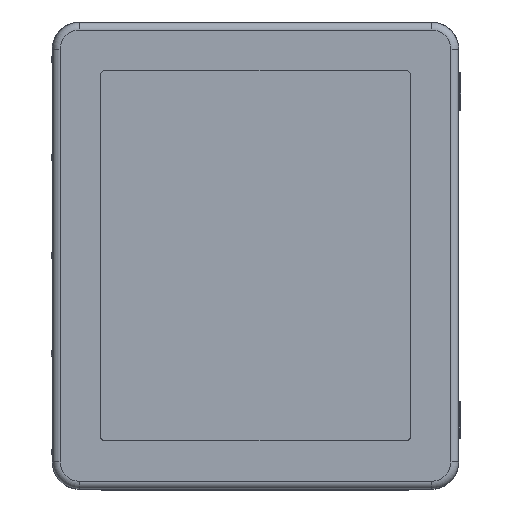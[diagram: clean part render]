
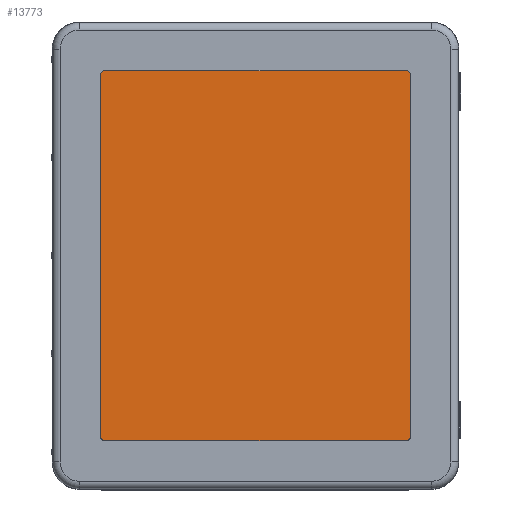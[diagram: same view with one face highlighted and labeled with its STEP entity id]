
A CAD part, top view. The second image highlights one B-rep face of the part: STEP entity #13773.
In plain terms, the highlighted planar face has unit normal (0, 0, 1).
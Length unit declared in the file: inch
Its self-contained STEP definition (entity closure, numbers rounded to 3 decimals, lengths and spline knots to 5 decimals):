
#603=LINE($,#23296,#1674);
#606=LINE($,#23304,#1677);
#609=LINE($,#23312,#1680);
#611=LINE($,#23318,#1682);
#1674=VECTOR($,#17571,12.);
#1677=VECTOR($,#17580,10.);
#1680=VECTOR($,#17589,12.);
#1682=VECTOR($,#17597,10.);
#2567=PLANE($,#14986);
#3936=FACE_OUTER_BOUND($,#4835,.T.);
#4835=EDGE_LOOP($,(#10928,#10929,#10930,#10931,#10932,#10933,#10934,#10935));
#5898=CIRCLE($,#14975,0.125);
#5899=CIRCLE($,#14978,0.125);
#5900=CIRCLE($,#14981,0.125);
#5901=CIRCLE($,#14984,0.125);
#6761=VERTEX_POINT($,#23288);
#6762=VERTEX_POINT($,#23290);
#6763=VERTEX_POINT($,#23294);
#6764=VERTEX_POINT($,#23298);
#6765=VERTEX_POINT($,#23302);
#6766=VERTEX_POINT($,#23306);
#6767=VERTEX_POINT($,#23310);
#6768=VERTEX_POINT($,#23314);
#8317=EDGE_CURVE($,#6761,#6762,#5898,.T.);
#8320=EDGE_CURVE($,#6763,#6761,#603,.T.);
#8322=EDGE_CURVE($,#6764,#6763,#5899,.T.);
#8324=EDGE_CURVE($,#6765,#6764,#606,.T.);
#8326=EDGE_CURVE($,#6766,#6765,#5900,.T.);
#8328=EDGE_CURVE($,#6767,#6766,#609,.T.);
#8330=EDGE_CURVE($,#6768,#6767,#5901,.T.);
#8331=EDGE_CURVE($,#6762,#6768,#611,.T.);
#10928=ORIENTED_EDGE($,*,*,#8331,.F.);
#10929=ORIENTED_EDGE($,*,*,#8317,.F.);
#10930=ORIENTED_EDGE($,*,*,#8320,.F.);
#10931=ORIENTED_EDGE($,*,*,#8322,.F.);
#10932=ORIENTED_EDGE($,*,*,#8324,.F.);
#10933=ORIENTED_EDGE($,*,*,#8326,.F.);
#10934=ORIENTED_EDGE($,*,*,#8328,.F.);
#10935=ORIENTED_EDGE($,*,*,#8330,.F.);
#13773=ADVANCED_FACE($,(#3936),#2567,.T.);
#14975=AXIS2_PLACEMENT_3D($,#23291,#17565,#17566);
#14978=AXIS2_PLACEMENT_3D($,#23300,#17575,#17576);
#14981=AXIS2_PLACEMENT_3D($,#23308,#17584,#17585);
#14984=AXIS2_PLACEMENT_3D($,#23316,#17593,#17594);
#14986=AXIS2_PLACEMENT_3D($,#23319,#17598,#17599);
#17565=DIRECTION('center_axis',(0.,0.,-1.));
#17566=DIRECTION('ref_axis',(0.,-1.,0.));
#17571=DIRECTION($,(0.,1.,0.));
#17575=DIRECTION('center_axis',(0.,0.,-1.));
#17576=DIRECTION('ref_axis',(1.,0.,0.));
#17580=DIRECTION($,(-1.,0.,0.));
#17584=DIRECTION('center_axis',(0.,0.,-1.));
#17585=DIRECTION('ref_axis',(0.,1.,0.));
#17589=DIRECTION($,(0.,-1.,0.));
#17593=DIRECTION('center_axis',(0.,0.,-1.));
#17594=DIRECTION('ref_axis',(-1.,0.,0.));
#17597=DIRECTION($,(1.,0.,0.));
#17598=DIRECTION('center_axis',(0.,0.,1.));
#17599=DIRECTION('ref_axis',(1.,0.,0.));
#23288=CARTESIAN_POINT('',(-5.125,6.,0.));
#23290=CARTESIAN_POINT('',(-5.,6.125,0.));
#23291=CARTESIAN_POINT('Origin',(-5.,6.,0.));
#23294=CARTESIAN_POINT('',(-5.125,-6.,0.));
#23296=CARTESIAN_POINT($,(-5.125,-6.,0.));
#23298=CARTESIAN_POINT('',(-5.,-6.125,0.));
#23300=CARTESIAN_POINT('Origin',(-5.,-6.,0.));
#23302=CARTESIAN_POINT('',(5.,-6.125,0.));
#23304=CARTESIAN_POINT($,(5.,-6.125,0.));
#23306=CARTESIAN_POINT('',(5.125,-6.,0.));
#23308=CARTESIAN_POINT('Origin',(5.,-6.,0.));
#23310=CARTESIAN_POINT('',(5.125,6.,0.));
#23312=CARTESIAN_POINT($,(5.125,6.,0.));
#23314=CARTESIAN_POINT('',(5.,6.125,0.));
#23316=CARTESIAN_POINT('Origin',(5.,6.,0.));
#23318=CARTESIAN_POINT($,(-5.,6.125,0.));
#23319=CARTESIAN_POINT('Origin',(0.,0.,0.));
